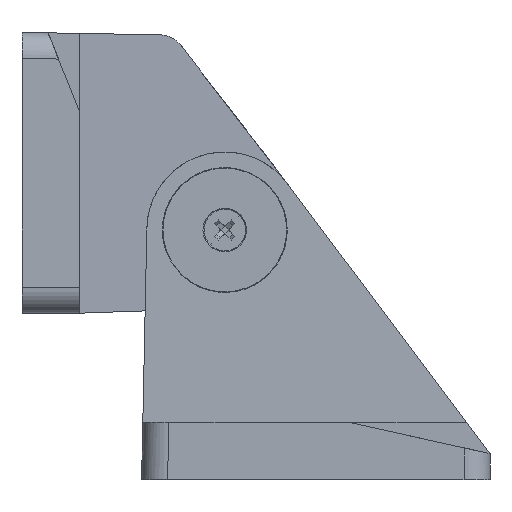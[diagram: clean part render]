
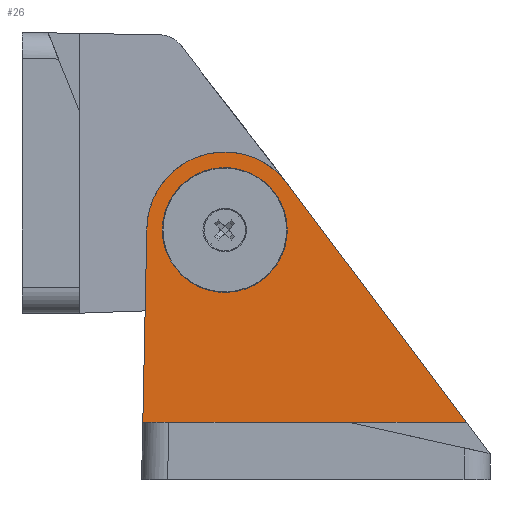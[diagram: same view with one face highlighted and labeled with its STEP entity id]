
A CAD part, front view. The second image highlights one B-rep face of the part: STEP entity #26.
In plain terms, the highlighted face is planar.
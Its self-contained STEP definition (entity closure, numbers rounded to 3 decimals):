
#26 = ADVANCED_FACE ( 'NONE', ( #2437, #4548 ), #4745, .F. ) ;
#122 = LINE ( 'NONE', #3118, #206 ) ;
#206 = VECTOR ( 'NONE', #4169, 1000. ) ;
#239 = CARTESIAN_POINT ( 'NONE',  ( 59.332, 0., 12. ) ) ;
#347 = EDGE_CURVE ( 'NONE', #5103, #677, #2546, .T. ) ;
#677 = VERTEX_POINT ( 'NONE', #6566 ) ;
#814 = ORIENTED_EDGE ( 'NONE', *, *, #5319, .F. ) ;
#904 = EDGE_CURVE ( 'NONE', #3554, #5103, #5781, .T. ) ;
#1138 = CARTESIAN_POINT ( 'NONE',  ( 59.862, -24., 12. ) ) ;
#1334 = CARTESIAN_POINT ( 'NONE',  ( 58.801, 24., -12. ) ) ;
#1338 = CARTESIAN_POINT ( 'NONE',  ( 58.946, 17.434, 15. ) ) ;
#1355 = CARTESIAN_POINT ( 'NONE',  ( 59.133, 9., -12. ) ) ;
#1531 = CARTESIAN_POINT ( 'NONE',  ( 59.133, 9., -12. ) ) ;
#1908 = ORIENTED_EDGE ( 'NONE', *, *, #3283, .F. ) ;
#1983 = DIRECTION ( 'NONE',  ( -1., -0.022, 0. ) ) ;
#1995 = CARTESIAN_POINT ( 'NONE',  ( 59.332, 0., -12. ) ) ;
#2147 = CARTESIAN_POINT ( 'NONE',  ( 59.332, 0., -12. ) ) ;
#2284 = ORIENTED_EDGE ( 'NONE', *, *, #347, .F. ) ;
#2304 = CARTESIAN_POINT ( 'NONE',  ( 58.801, 24., 12. ) ) ;
#2372 = CARTESIAN_POINT ( 'NONE',  ( 58.824, 22.947, -1.54 ) ) ;
#2403 = CARTESIAN_POINT ( 'NONE',  ( 60.15, -37., -24. ) ) ;
#2437 = FACE_OUTER_BOUND ( 'NONE', #5533, .T. ) ;
#2500 = EDGE_CURVE ( 'NONE', #677, #3991, #122, .T. ) ;
#2546 = LINE ( 'NONE', #4708, #3664 ) ;
#2574 =( BOUNDED_CURVE ( )  B_SPLINE_CURVE ( 3, ( #4369, #1334, #2304, #3332 ),
 .UNSPECIFIED., .F., .F. ) 
 B_SPLINE_CURVE_WITH_KNOTS ( ( 4, 4 ),
 ( 4.712, 7.854 ),
 .UNSPECIFIED. ) 
 CURVE ( )  GEOMETRIC_REPRESENTATION_ITEM ( )  RATIONAL_B_SPLINE_CURVE ( ( 1., 0.333, 0.333, 1. ) ) 
 REPRESENTATION_ITEM ( '' )  );
#2820 = CARTESIAN_POINT ( 'NONE',  ( 60.15, -37., 15.771 ) ) ;
#3111 = DIRECTION ( 'NONE',  ( 0.018, -0.8, -0.6 ) ) ;
#3118 = CARTESIAN_POINT ( 'NONE',  ( 60.15, -37., -51. ) ) ;
#3152 = CARTESIAN_POINT ( 'NONE',  ( 59.862, -24., -12. ) ) ;
#3283 = EDGE_CURVE ( 'NONE', #3420, #3780, #3635, .T. ) ;
#3332 = CARTESIAN_POINT ( 'NONE',  ( 59.332, 0., 12. ) ) ;
#3341 = CARTESIAN_POINT ( 'NONE',  ( 59.332, 0., 15. ) ) ;
#3376 = VECTOR ( 'NONE', #3786, 1000. ) ;
#3420 = VERTEX_POINT ( 'NONE', #239 ) ;
#3445 = VECTOR ( 'NONE', #5606, 1000. ) ;
#3483 = VERTEX_POINT ( 'NONE', #2820 ) ;
#3554 = VERTEX_POINT ( 'NONE', #6008 ) ;
#3567 = EDGE_CURVE ( 'NONE', #3780, #3420, #2574, .T. ) ;
#3594 = CARTESIAN_POINT ( 'NONE',  ( 60.15, -37., -24. ) ) ;
#3619 = LINE ( 'NONE', #5340, #3376 ) ;
#3635 =( BOUNDED_CURVE ( )  B_SPLINE_CURVE ( 3, ( #4257, #1138, #3152, #2147 ),
 .UNSPECIFIED., .F., .T. ) 
 B_SPLINE_CURVE_WITH_KNOTS ( ( 4, 4 ),
 ( 1.571, 4.712 ),
 .UNSPECIFIED. ) 
 CURVE ( )  GEOMETRIC_REPRESENTATION_ITEM ( )  RATIONAL_B_SPLINE_CURVE ( ( 1., 0.333, 0.333, 1. ) ) 
 REPRESENTATION_ITEM ( '' )  );
#3657 = ORIENTED_EDGE ( 'NONE', *, *, #2500, .F. ) ;
#3664 = VECTOR ( 'NONE', #3111, 1000. ) ;
#3780 = VERTEX_POINT ( 'NONE', #1995 ) ;
#3786 = DIRECTION ( 'NONE',  ( -0.022, 1., -0.021 ) ) ;
#3829 = ORIENTED_EDGE ( 'NONE', *, *, #3567, .F. ) ;
#3991 = VERTEX_POINT ( 'NONE', #3594 ) ;
#4169 = DIRECTION ( 'NONE',  ( 0., 0., 1. ) ) ;
#4257 = CARTESIAN_POINT ( 'NONE',  ( 59.332, 0., 12. ) ) ;
#4369 = CARTESIAN_POINT ( 'NONE',  ( 59.332, 0., -12. ) ) ;
#4548 = FACE_BOUND ( 'NONE', #6409, .T. ) ;
#4558 = ORIENTED_EDGE ( 'NONE', *, *, #5844, .F. ) ;
#4601 = ORIENTED_EDGE ( 'NONE', *, *, #904, .F. ) ;
#4683 = LINE ( 'NONE', #2403, #3445 ) ;
#4708 = CARTESIAN_POINT ( 'NONE',  ( 60.283, -42.998, -50.999 ) ) ;
#4745 = PLANE ( 'NONE',  #6580 ) ;
#4764 = DIRECTION ( 'NONE',  ( 0.022, -1., 0. ) ) ;
#4787 = CARTESIAN_POINT ( 'NONE',  ( 59., 15., -51. ) ) ;
#5103 = VERTEX_POINT ( 'NONE', #1531 ) ;
#5319 = EDGE_CURVE ( 'NONE', #3483, #3554, #3619, .T. ) ;
#5340 = CARTESIAN_POINT ( 'NONE',  ( 59.332, -0.018, 15. ) ) ;
#5533 = EDGE_LOOP ( 'NONE', ( #4601, #814, #4558, #3657, #2284 ) ) ;
#5606 = DIRECTION ( 'NONE',  ( 0., 0., 1. ) ) ;
#5781 =( BOUNDED_CURVE ( )  B_SPLINE_CURVE ( 3, ( #3341, #1338, #2372, #1355 ),
 .UNSPECIFIED., .F., .T. ) 
 B_SPLINE_CURVE_WITH_KNOTS ( ( 4, 4 ),
 ( 4.712, 7.21 ),
 .UNSPECIFIED. ) 
 CURVE ( )  GEOMETRIC_REPRESENTATION_ITEM ( )  RATIONAL_B_SPLINE_CURVE ( ( 1., 0.544, 0.544, 1. ) ) 
 REPRESENTATION_ITEM ( '' )  );
#5844 = EDGE_CURVE ( 'NONE', #3991, #3483, #4683, .T. ) ;
#6008 = CARTESIAN_POINT ( 'NONE',  ( 59.332, 0., 15. ) ) ;
#6409 = EDGE_LOOP ( 'NONE', ( #1908, #3829 ) ) ;
#6566 = CARTESIAN_POINT ( 'NONE',  ( 60.15, -37., -46.5 ) ) ;
#6580 = AXIS2_PLACEMENT_3D ( 'NONE', #4787, #1983, #4764 ) ;
